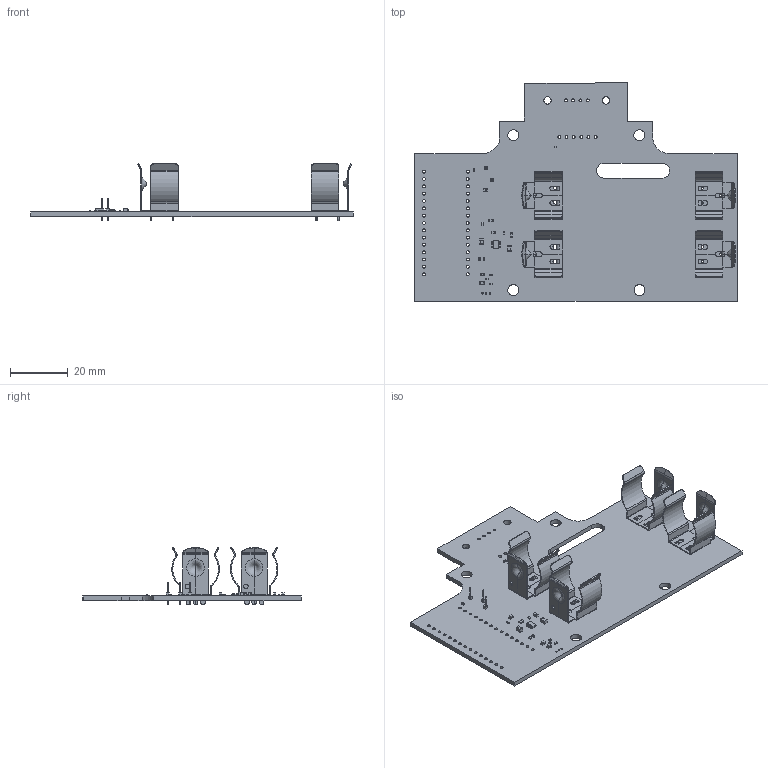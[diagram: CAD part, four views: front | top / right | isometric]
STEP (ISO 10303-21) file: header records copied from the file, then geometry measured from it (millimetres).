
FILE_DESCRIPTION(('KiCad electronic assembly'),'2;1');
FILE_NAME('ROCKETRY Camera PCB.step','2025-02-11T22:57:28',('Pcbnew'),( 'Kicad'),'Open CASCADE STEP processor 7.8','KiCad to STEP converter' ,'Unknown');
FILE_SCHEMA(('AUTOMOTIVE_DESIGN { 1 0 10303 214 1 1 1 1 }'));
Length unit declared in the file: millimetre
Products named in the file (20): ROCKETRY Camera PCB 1; R_0603_1608Metric; C_0402_1005Metric; C_0603_1608Metric; LED_0603_1608Metric; PinHeader_1x01_P1.00mm_Vertical; PinHeader_1x01_P100mm_Vertical; R_0402_1005Metric; BatteryClip_Keystone_54_D16-19mm; BatteryClip_Keystone_54_16-19mm; C_0805_2012Metric; TSOT-23-6; TSOT_23_6; _autosave-ROCKETRY Camera PCB_PCB
Assembly tree (34 placements, depth 3):
  ROCKETRY Camera PCB 1
    R_0603_1608Metric
      R_0603_1608Metric
    C_0402_1005Metric  x5
      C_0402_1005Metric
    C_0603_1608Metric
      C_0603_1608Metric
    LED_0603_1608Metric  x3
      LED_0603_1608Metric
    PinHeader_1x01_P1.00mm_Vertical  x3
      PinHeader_1x01_P100mm_Vertical
    R_0402_1005Metric  x4
      R_0402_1005Metric
    BatteryClip_Keystone_54_D16-19mm  x4
      BatteryClip_Keystone_54_16-19mm
    C_0805_2012Metric  x2
      C_0805_2012Metric
    TSOT-23-6
      TSOT_23_6
    _autosave-ROCKETRY Camera PCB_PCB
Bounding box: 111.8 x 75.67 x 19.86 mm (x, y, z)
Volume: 11388.2 mm3; surface area: 19669.2 mm2
Topology: 29 solids, 29 shells, 1380 faces, 3527 edges, 2214 vertices
Faces by surface type: plane 884, cylinder 442, bspline 30, revolution 16, extrusion 8
Full cylindrical faces by diameter (mm): 0.5 x6, 1 x30, 1.016 x10, 1.575 x4, 1.829 x12, 2.54 x2, 3.81 x4
Entity records: 20812 total; most frequent: CARTESIAN_POINT 3418, DIRECTION 3030, ORIENTED_EDGE 3000, EDGE_CURVE 1500, VECTOR 1042, LINE 1040, AXIS2_PLACEMENT_3D 992, VERTEX_POINT 954
